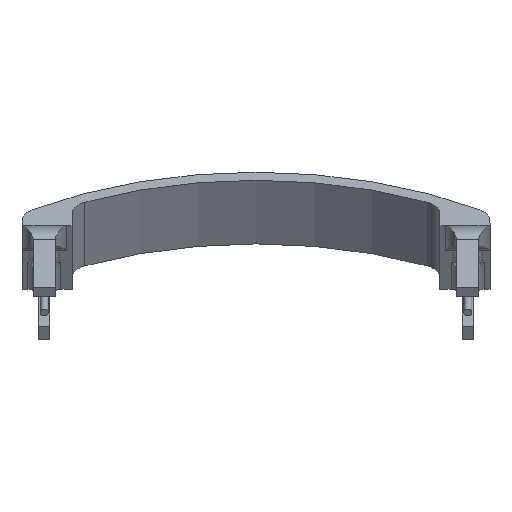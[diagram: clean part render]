
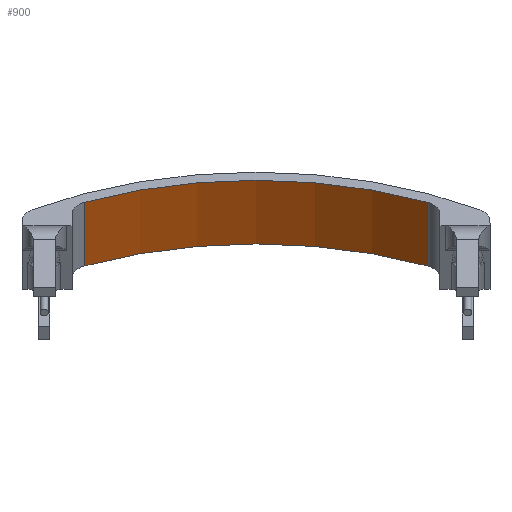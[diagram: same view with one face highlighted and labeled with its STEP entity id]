
A CAD part, isometric view. The second image highlights one B-rep face of the part: STEP entity #900.
In plain terms, the highlighted cylindrical face has radius 145 mm (diameter 290 mm), a partial arc.
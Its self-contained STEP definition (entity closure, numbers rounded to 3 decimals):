
#53 = ORIENTED_EDGE ( 'NONE', *, *, #377, .T. ) ;
#65 = CARTESIAN_POINT ( 'NONE',  ( 0., 0., 10.128 ) ) ;
#68 = CARTESIAN_POINT ( 'NONE',  ( 49.409, 136.322, 10.128 ) ) ;
#192 = AXIS2_PLACEMENT_3D ( 'NONE', #65, #1110, #2165 ) ;
#322 = VERTEX_POINT ( 'NONE', #1863 ) ;
#345 = CARTESIAN_POINT ( 'NONE',  ( 0., 0., 50. ) ) ;
#349 = AXIS2_PLACEMENT_3D ( 'NONE', #1194, #518, #687 ) ;
#377 = EDGE_CURVE ( 'NONE', #1433, #1545, #1954, .T. ) ;
#518 = DIRECTION ( 'NONE',  ( 0., 0., 1. ) ) ;
#613 = EDGE_LOOP ( 'NONE', ( #765, #1617, #53, #1459 ) ) ;
#617 = VERTEX_POINT ( 'NONE', #68 ) ;
#687 = DIRECTION ( 'NONE',  ( 1., 0., 0. ) ) ;
#734 = DIRECTION ( 'NONE',  ( 0., 0., -1. ) ) ;
#765 = ORIENTED_EDGE ( 'NONE', *, *, #1055, .T. ) ;
#803 = CIRCLE ( 'NONE', #192, 145. ) ;
#842 = VECTOR ( 'NONE', #961, 1000. ) ;
#861 = FACE_OUTER_BOUND ( 'NONE', #613, .T. ) ;
#900 = ADVANCED_FACE ( 'NONE', ( #861 ), #1866, .F. ) ;
#961 = DIRECTION ( 'NONE',  ( 0., 0., 1. ) ) ;
#1011 = DIRECTION ( 'NONE',  ( 0., 0., -1. ) ) ;
#1053 = EDGE_CURVE ( 'NONE', #322, #1433, #1982, .T. ) ;
#1055 = EDGE_CURVE ( 'NONE', #617, #322, #803, .T. ) ;
#1068 = LINE ( 'NONE', #1456, #2242 ) ;
#1110 = DIRECTION ( 'NONE',  ( 0., 0., -1. ) ) ;
#1194 = CARTESIAN_POINT ( 'NONE',  ( 0., 0., 38.128 ) ) ;
#1343 = EDGE_CURVE ( 'NONE', #1545, #617, #1068, .T. ) ;
#1358 = CARTESIAN_POINT ( 'NONE',  ( 49.409, 136.322, 38.128 ) ) ;
#1359 = DIRECTION ( 'NONE',  ( -1., 0., 0. ) ) ;
#1433 = VERTEX_POINT ( 'NONE', #1679 ) ;
#1452 = AXIS2_PLACEMENT_3D ( 'NONE', #345, #1011, #1359 ) ;
#1456 = CARTESIAN_POINT ( 'NONE',  ( 49.409, 136.322, 50. ) ) ;
#1459 = ORIENTED_EDGE ( 'NONE', *, *, #1343, .T. ) ;
#1545 = VERTEX_POINT ( 'NONE', #1358 ) ;
#1617 = ORIENTED_EDGE ( 'NONE', *, *, #1053, .T. ) ;
#1679 = CARTESIAN_POINT ( 'NONE',  ( 136.322, 49.409, 38.128 ) ) ;
#1863 = CARTESIAN_POINT ( 'NONE',  ( 136.322, 49.409, 10.128 ) ) ;
#1866 = CYLINDRICAL_SURFACE ( 'NONE', #1452, 145. ) ;
#1954 = CIRCLE ( 'NONE', #349, 145. ) ;
#1982 = LINE ( 'NONE', #2005, #842 ) ;
#2005 = CARTESIAN_POINT ( 'NONE',  ( 136.322, 49.409, 50. ) ) ;
#2165 = DIRECTION ( 'NONE',  ( -1., 0., 0. ) ) ;
#2242 = VECTOR ( 'NONE', #734, 1000. ) ;
